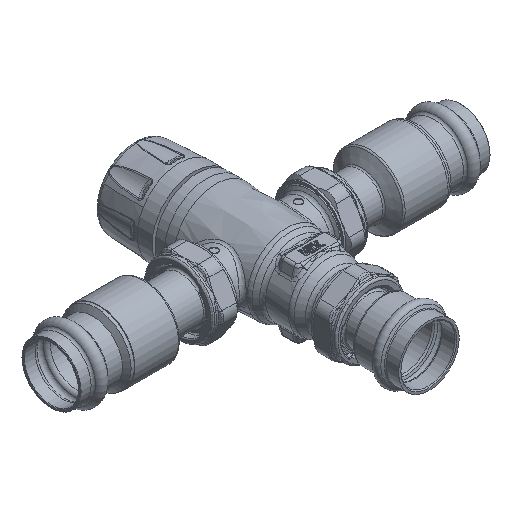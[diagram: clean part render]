
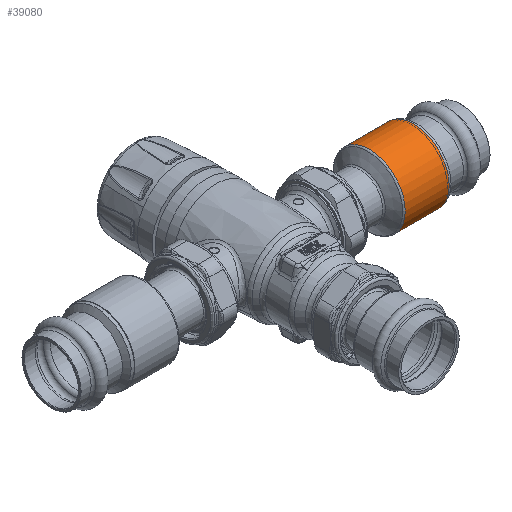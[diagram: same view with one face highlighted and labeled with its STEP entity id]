
A CAD part, isometric view. The second image highlights one B-rep face of the part: STEP entity #39080.
In plain terms, the highlighted cylindrical face has radius 19.05 mm (diameter 38.1 mm), a full revolution.
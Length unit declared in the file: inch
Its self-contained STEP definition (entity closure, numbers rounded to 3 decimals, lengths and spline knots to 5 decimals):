
#4491=FACE_OUTER_BOUND('',#6903,.T.);
#6903=EDGE_LOOP('',(#32828,#32829,#32830,#32831));
#8926=CIRCLE('',#42848,0.75);
#8932=CIRCLE('',#42856,0.75);
#10813=LINE('',#118167,#12709);
#12709=VECTOR('',#51968,0.75);
#17026=VERTEX_POINT('',#118151);
#17031=VERTEX_POINT('',#118165);
#22347=EDGE_CURVE('',#17026,#17026,#8926,.T.);
#22354=EDGE_CURVE('',#17031,#17031,#8932,.T.);
#22355=EDGE_CURVE('',#17031,#17026,#10813,.T.);
#32828=ORIENTED_EDGE('',*,*,#22354,.F.);
#32829=ORIENTED_EDGE('',*,*,#22355,.T.);
#32830=ORIENTED_EDGE('',*,*,#22347,.F.);
#32831=ORIENTED_EDGE('',*,*,#22355,.F.);
#34567=CYLINDRICAL_SURFACE('',#42855,0.75);
#39080=ADVANCED_FACE('',(#4491),#34567,.T.);
#42848=AXIS2_PLACEMENT_3D('',#118152,#51949,#51950);
#42855=AXIS2_PLACEMENT_3D('',#118164,#51964,#51965);
#42856=AXIS2_PLACEMENT_3D('',#118166,#51966,#51967);
#51949=DIRECTION('center_axis',(-1.,0.,0.));
#51950=DIRECTION('ref_axis',(0.,-1.,0.));
#51964=DIRECTION('center_axis',(1.,0.,0.));
#51965=DIRECTION('ref_axis',(0.,0.,1.));
#51966=DIRECTION('center_axis',(1.,0.,0.));
#51967=DIRECTION('ref_axis',(0.,0.,1.));
#51968=DIRECTION('',(-1.,0.,0.));
#118151=CARTESIAN_POINT('',(2.3851,0.,-0.75));
#118152=CARTESIAN_POINT('Origin',(2.3851,0.,0.));
#118164=CARTESIAN_POINT('Origin',(2.83701,0.,0.));
#118165=CARTESIAN_POINT('',(3.31201,0.,-0.75));
#118166=CARTESIAN_POINT('Origin',(3.31201,0.,0.));
#118167=CARTESIAN_POINT('',(2.83701,0.,-0.75));
